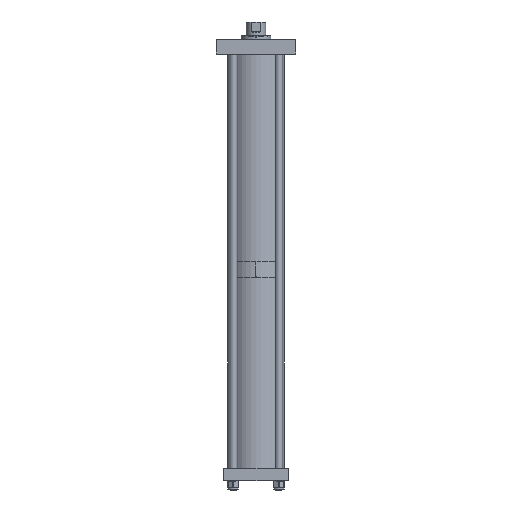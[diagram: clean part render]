
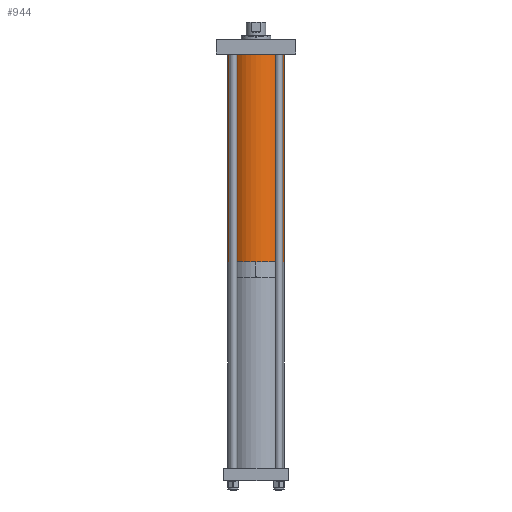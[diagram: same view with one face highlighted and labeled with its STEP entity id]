
A CAD part, front view. The second image highlights one B-rep face of the part: STEP entity #944.
In plain terms, the highlighted cylindrical face has radius 73.025 mm (diameter 146.05 mm), a partial arc.
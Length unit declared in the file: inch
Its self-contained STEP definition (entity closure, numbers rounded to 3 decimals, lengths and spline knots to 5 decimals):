
#336 = AXIS2_PLACEMENT_3D ( 'NONE', #7290, #2893, #621 ) ;
#611 = ORIENTED_EDGE ( 'NONE', *, *, #669, .T. ) ;
#621 = DIRECTION ( 'NONE',  ( 0., 0., -1. ) ) ;
#669 = EDGE_CURVE ( 'NONE', #2541, #1010, #1748, .T. ) ;
#944 = ADVANCED_FACE ( 'NONE', ( #9066 ), #9877, .T. ) ;
#983 = AXIS2_PLACEMENT_3D ( 'NONE', #5469, #1079, #6754 ) ;
#1010 = VERTEX_POINT ( 'NONE', #5484 ) ;
#1053 = LINE ( 'NONE', #6723, #7635 ) ;
#1079 = DIRECTION ( 'NONE',  ( -1., 0., 0. ) ) ;
#1517 = VERTEX_POINT ( 'NONE', #2072 ) ;
#1588 = DIRECTION ( 'NONE',  ( 1., 0., 0. ) ) ;
#1748 = CIRCLE ( 'NONE', #4280, 2.875 ) ;
#1878 = EDGE_CURVE ( 'NONE', #1517, #2230, #7952, .T. ) ;
#2072 = CARTESIAN_POINT ( 'NONE',  ( 21.018, 0., 2.875 ) ) ;
#2214 = ORIENTED_EDGE ( 'NONE', *, *, #1878, .F. ) ;
#2230 = VERTEX_POINT ( 'NONE', #9768 ) ;
#2328 = DIRECTION ( 'NONE',  ( -1., 0., 0. ) ) ;
#2482 = EDGE_CURVE ( 'NONE', #1517, #2541, #7190, .T. ) ;
#2541 = VERTEX_POINT ( 'NONE', #9663 ) ;
#2893 = DIRECTION ( 'NONE',  ( 1., 0., 0. ) ) ;
#4136 = EDGE_LOOP ( 'NONE', ( #5900, #2214, #7018, #611 ) ) ;
#4231 = DIRECTION ( 'NONE',  ( -1., 0., 0. ) ) ;
#4280 = AXIS2_PLACEMENT_3D ( 'NONE', #5991, #1588, #7284 ) ;
#5469 = CARTESIAN_POINT ( 'NONE',  ( 21.018, 0., 0. ) ) ;
#5484 = CARTESIAN_POINT ( 'NONE',  ( 0., 0., -2.875 ) ) ;
#5900 = ORIENTED_EDGE ( 'NONE', *, *, #9453, .F. ) ;
#5991 = CARTESIAN_POINT ( 'NONE',  ( 0., 0., 0. ) ) ;
#6029 = VECTOR ( 'NONE', #4231, 39.37008 ) ;
#6723 = CARTESIAN_POINT ( 'NONE',  ( 21.018, 0., -2.875 ) ) ;
#6754 = DIRECTION ( 'NONE',  ( 0., 0., 1. ) ) ;
#7018 = ORIENTED_EDGE ( 'NONE', *, *, #2482, .T. ) ;
#7190 = LINE ( 'NONE', #7529, #6029 ) ;
#7284 = DIRECTION ( 'NONE',  ( 0., 0., -1. ) ) ;
#7290 = CARTESIAN_POINT ( 'NONE',  ( 21.018, 0., 0. ) ) ;
#7529 = CARTESIAN_POINT ( 'NONE',  ( 21.018, 0., 2.875 ) ) ;
#7635 = VECTOR ( 'NONE', #2328, 39.37008 ) ;
#7952 = CIRCLE ( 'NONE', #336, 2.875 ) ;
#9066 = FACE_OUTER_BOUND ( 'NONE', #4136, .T. ) ;
#9453 = EDGE_CURVE ( 'NONE', #2230, #1010, #1053, .T. ) ;
#9663 = CARTESIAN_POINT ( 'NONE',  ( 0., 0., 2.875 ) ) ;
#9768 = CARTESIAN_POINT ( 'NONE',  ( 21.018, 0., -2.875 ) ) ;
#9877 = CYLINDRICAL_SURFACE ( 'NONE', #983, 2.875 ) ;
